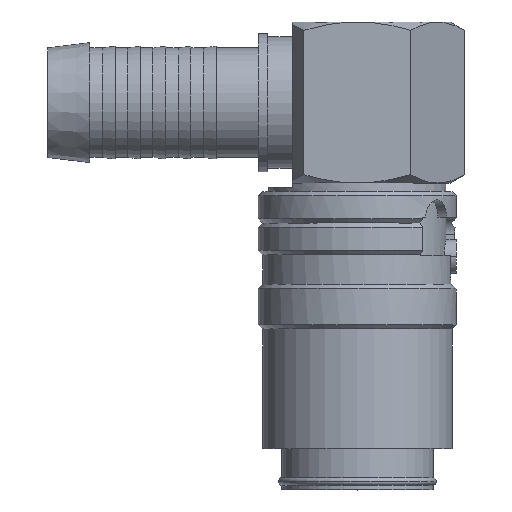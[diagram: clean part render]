
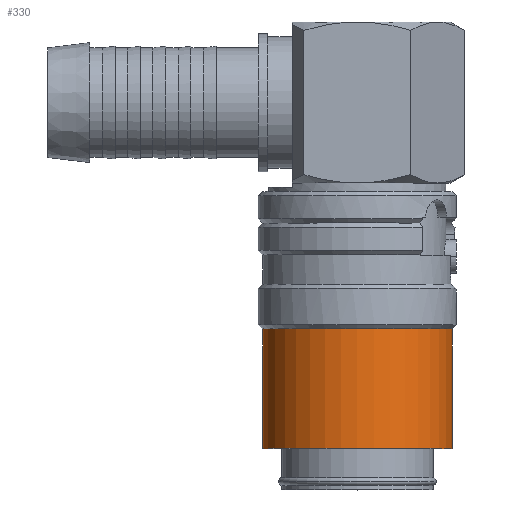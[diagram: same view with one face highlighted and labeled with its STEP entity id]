
A CAD part, top view. The second image highlights one B-rep face of the part: STEP entity #330.
In plain terms, the highlighted cylindrical face has radius 11.25 mm (diameter 22.5 mm), a partial arc.
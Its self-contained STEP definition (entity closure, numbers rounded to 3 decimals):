
#330=ADVANCED_FACE('',(#688),#689,.T.);
#688=FACE_OUTER_BOUND('',#1063,.T.);
#689=CYLINDRICAL_SURFACE('',#1064,11.25);
#1063=EDGE_LOOP('',(#1944,#1945,#1946,#1947));
#1064=AXIS2_PLACEMENT_3D('',#1948,#1949,#1950);
#1944=ORIENTED_EDGE('',*,*,#2248,.T.);
#1945=ORIENTED_EDGE('',*,*,#2498,.F.);
#1946=ORIENTED_EDGE('',*,*,#2250,.T.);
#1947=ORIENTED_EDGE('',*,*,#2344,.T.);
#1948=CARTESIAN_POINT('',(0.0,12.0,0.0));
#1949=DIRECTION('',(-0.0,1.0,0.0));
#1950=DIRECTION('',(1.0,0.0,0.0));
#2248=EDGE_CURVE('',#2705,#2706,#2707,.T.);
#2250=EDGE_CURVE('',#2710,#2708,#2711,.T.);
#2344=EDGE_CURVE('',#2708,#2705,#2846,.T.);
#2498=EDGE_CURVE('',#2710,#2706,#3053,.T.);
#2705=VERTEX_POINT('',#3460);
#2706=VERTEX_POINT('',#3461);
#2707=LINE('',#3462,#3463);
#2708=VERTEX_POINT('',#3464);
#2710=VERTEX_POINT('',#3466);
#2711=LINE('',#3467,#3468);
#2846=CIRCLE('',#3761,11.25);
#3053=CIRCLE('',#4441,11.25);
#3460=CARTESIAN_POINT('',(11.25,4.9,0.0));
#3461=CARTESIAN_POINT('',(11.25,19.1,0.0));
#3462=CARTESIAN_POINT('',(11.25,12.0,0.));
#3463=VECTOR('',#4672,1.0);
#3464=CARTESIAN_POINT('',(-11.25,4.9,0.));
#3466=CARTESIAN_POINT('',(-11.25,19.1,0.));
#3467=CARTESIAN_POINT('',(-11.25,12.0,0.));
#3468=VECTOR('',#4676,1.0);
#3761=AXIS2_PLACEMENT_3D('',#4803,#4804,#4805);
#4441=AXIS2_PLACEMENT_3D('',#4973,#4974,#4975);
#4672=DIRECTION('',(0.0,1.0,0.0));
#4676=DIRECTION('',(-0.0,-1.0,-0.0));
#4803=CARTESIAN_POINT('',(0.0,4.9,0.0));
#4804=DIRECTION('',(-0.0,1.0,0.0));
#4805=DIRECTION('',(1.0,0.0,0.0));
#4973=CARTESIAN_POINT('',(0.0,19.1,0.0));
#4974=DIRECTION('',(-0.0,1.0,0.0));
#4975=DIRECTION('',(1.0,0.0,0.0));
